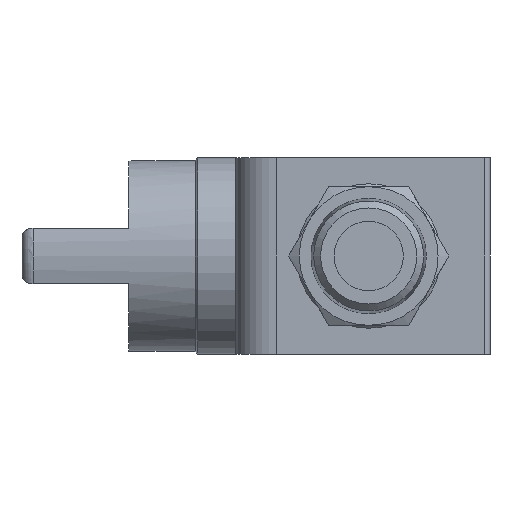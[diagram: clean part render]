
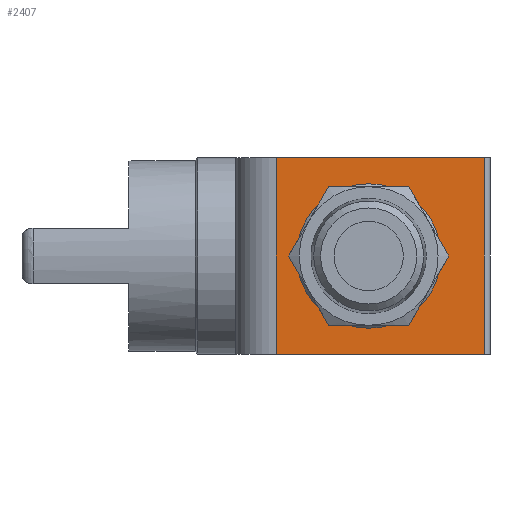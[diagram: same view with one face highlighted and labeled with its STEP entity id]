
A CAD part, left-side view. The second image highlights one B-rep face of the part: STEP entity #2407.
In plain terms, the highlighted planar face has unit normal (-1, 0, 0).
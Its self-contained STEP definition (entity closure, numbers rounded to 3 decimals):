
#32=PLANE('',#2547);
#120=LINE('',#3497,#220);
#121=LINE('',#3500,#221);
#122=LINE('',#3502,#222);
#123=LINE('',#3504,#223);
#220=VECTOR('',#2843,1000.);
#221=VECTOR('',#2844,1000.);
#222=VECTOR('',#2845,1000.);
#223=VECTOR('',#2846,1000.);
#324=CIRCLE('',#2548,6.25);
#494=ORIENTED_EDGE('',*,*,#966,.F.);
#495=ORIENTED_EDGE('',*,*,#967,.T.);
#496=ORIENTED_EDGE('',*,*,#968,.F.);
#497=ORIENTED_EDGE('',*,*,#969,.F.);
#498=ORIENTED_EDGE('',*,*,#970,.T.);
#966=EDGE_CURVE('',#1187,#1187,#324,.F.);
#967=EDGE_CURVE('',#1188,#1189,#120,.T.);
#968=EDGE_CURVE('',#1190,#1189,#121,.T.);
#969=EDGE_CURVE('',#1191,#1190,#122,.T.);
#970=EDGE_CURVE('',#1191,#1188,#123,.T.);
#1187=VERTEX_POINT('',#3496);
#1188=VERTEX_POINT('',#3498);
#1189=VERTEX_POINT('',#3499);
#1190=VERTEX_POINT('',#3501);
#1191=VERTEX_POINT('',#3503);
#1346=EDGE_LOOP('',(#494));
#1347=EDGE_LOOP('',(#495,#496,#497,#498));
#1482=FACE_BOUND('',#1346,.T.);
#1483=FACE_BOUND('',#1347,.T.);
#2407=ADVANCED_FACE('',(#1482,#1483),#32,.F.);
#2547=AXIS2_PLACEMENT_3D('',#3494,#2839,#2840);
#2548=AXIS2_PLACEMENT_3D('',#3495,#2841,#2842);
#2839=DIRECTION('',(1.,0.,0.));
#2840=DIRECTION('',(0.,0.,-1.));
#2841=DIRECTION('',(1.,0.,0.));
#2842=DIRECTION('',(0.,0.,-1.));
#2843=DIRECTION('',(0.,-1.,0.));
#2844=DIRECTION('',(0.,0.,-1.));
#2845=DIRECTION('',(0.,-1.,0.));
#2846=DIRECTION('',(0.,0.,-1.));
#3494=CARTESIAN_POINT('',(-12.5,8.,8.5));
#3495=CARTESIAN_POINT('',(-12.5,0.,0.));
#3496=CARTESIAN_POINT('',(-12.5,0.,-6.25));
#3497=CARTESIAN_POINT('',(-12.5,8.,-8.5));
#3498=CARTESIAN_POINT('',(-12.5,8.,-8.5));
#3499=CARTESIAN_POINT('',(-12.5,-10.,-8.5));
#3500=CARTESIAN_POINT('',(-12.5,-10.,8.5));
#3501=CARTESIAN_POINT('',(-12.5,-10.,8.5));
#3502=CARTESIAN_POINT('',(-12.5,8.,8.5));
#3503=CARTESIAN_POINT('',(-12.5,8.,8.5));
#3504=CARTESIAN_POINT('',(-12.5,8.,8.5));
